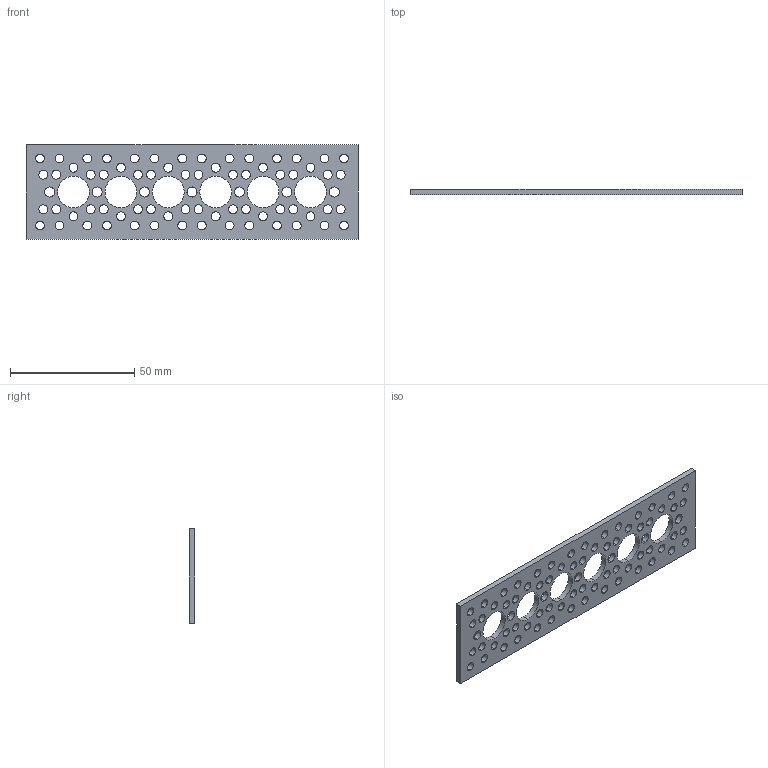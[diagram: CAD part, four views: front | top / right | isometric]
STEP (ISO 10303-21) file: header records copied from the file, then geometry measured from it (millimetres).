
FILE_DESCRIPTION (( 'STEP AP203' ), '1' );
FILE_NAME ('585723.STEP', '2016-10-24T16:39:54', ( '' ), ( '' ), 'SwSTEP 2.0', 'SolidWorks 2014', '' );
FILE_SCHEMA (( 'CONFIG_CONTROL_DESIGN' ));
Length unit declared in the file: inch
Products named in the file (1): 585723
Bounding box: 133.35 x 2.29 x 38.1 mm (x, y, z)
Volume: 8118.5 mm3; surface area: 10375.9 mm2
Topology: 1 solids, 1 shells, 168 faces, 498 edges, 332 vertices
Faces by surface type: cylinder 162, plane 6
Entity records: 6229 total; most frequent: DIRECTION 1160, CARTESIAN_POINT 999, ORIENTED_EDGE 996, EDGE_CURVE 498, AXIS2_PLACEMENT_3D 493, VERTEX_POINT 332, EDGE_LOOP 330, CIRCLE 324
